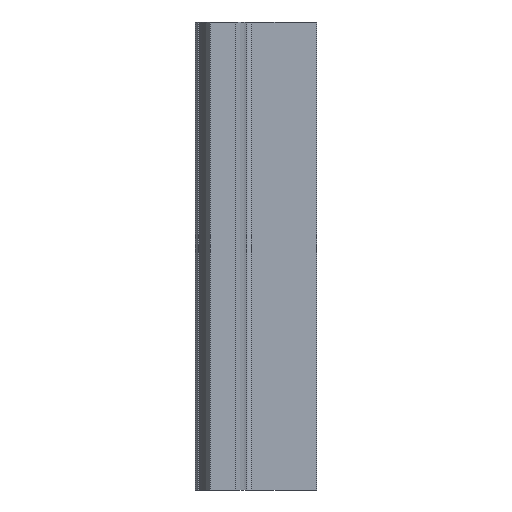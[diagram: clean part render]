
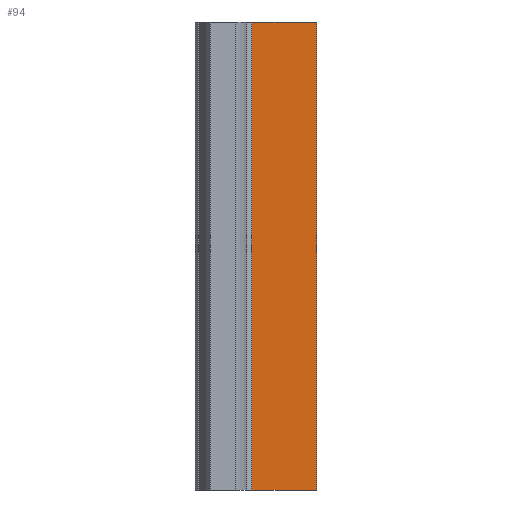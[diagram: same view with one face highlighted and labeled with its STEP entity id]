
A CAD part, left-side view. The second image highlights one B-rep face of the part: STEP entity #94.
In plain terms, the highlighted planar face has unit normal (-1, 0, 0).
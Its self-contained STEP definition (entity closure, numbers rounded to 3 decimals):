
#94 = ADVANCED_FACE( '', ( #198 ), #199, .F. );
#198 = FACE_OUTER_BOUND( '', #315, .T. );
#199 = PLANE( '', #316 );
#315 = EDGE_LOOP( '', ( #513, #514, #515, #516 ) );
#316 = AXIS2_PLACEMENT_3D( '', #517, #518, #519 );
#513 = ORIENTED_EDGE( '', *, *, #752, .T. );
#514 = ORIENTED_EDGE( '', *, *, #753, .F. );
#515 = ORIENTED_EDGE( '', *, *, #754, .F. );
#516 = ORIENTED_EDGE( '', *, *, #755, .T. );
#517 = CARTESIAN_POINT( '', ( -4., 11.782, 42.5 ) );
#518 = DIRECTION( '', ( 1., 0., 0. ) );
#519 = DIRECTION( '', ( 0., 0., -1. ) );
#752 = EDGE_CURVE( '', #916, #917, #918, .T. );
#753 = EDGE_CURVE( '', #919, #917, #920, .T. );
#754 = EDGE_CURVE( '', #921, #919, #922, .T. );
#755 = EDGE_CURVE( '', #921, #916, #923, .T. );
#916 = VERTEX_POINT( '', #1135 );
#917 = VERTEX_POINT( '', #1136 );
#918 = LINE( '', #1137, #1138 );
#919 = VERTEX_POINT( '', #1139 );
#920 = LINE( '', #1140, #1141 );
#921 = VERTEX_POINT( '', #1142 );
#922 = LINE( '', #1143, #1144 );
#923 = LINE( '', #1145, #1146 );
#1135 = CARTESIAN_POINT( '', ( -4., 11.782, -42.5 ) );
#1136 = CARTESIAN_POINT( '', ( -4., 0., -42.5 ) );
#1137 = CARTESIAN_POINT( '', ( -4., 11.782, -42.5 ) );
#1138 = VECTOR( '', #1293, 1000. );
#1139 = CARTESIAN_POINT( '', ( -4., 0., 42.5 ) );
#1140 = CARTESIAN_POINT( '', ( -4., 0., 42.5 ) );
#1141 = VECTOR( '', #1294, 1000. );
#1142 = CARTESIAN_POINT( '', ( -4., 11.782, 42.5 ) );
#1143 = CARTESIAN_POINT( '', ( -4., 11.782, 42.5 ) );
#1144 = VECTOR( '', #1295, 1000. );
#1145 = CARTESIAN_POINT( '', ( -4., 11.782, 42.5 ) );
#1146 = VECTOR( '', #1296, 1000. );
#1293 = DIRECTION( '', ( 0., -1., 0. ) );
#1294 = DIRECTION( '', ( 0., 0., -1. ) );
#1295 = DIRECTION( '', ( 0., -1., 0. ) );
#1296 = DIRECTION( '', ( 0., 0., -1. ) );
